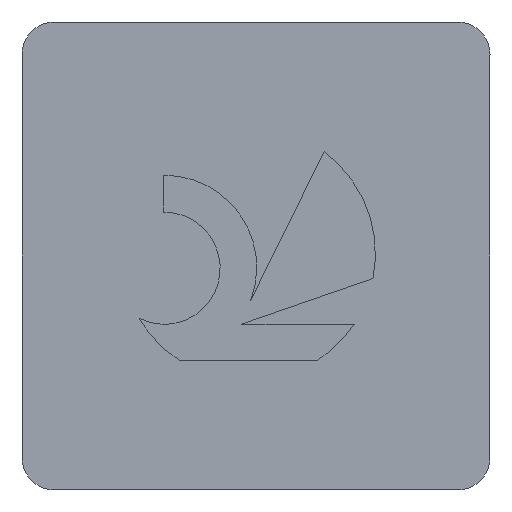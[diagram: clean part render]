
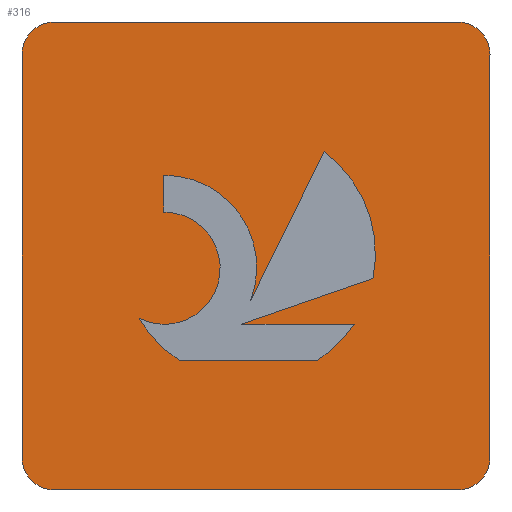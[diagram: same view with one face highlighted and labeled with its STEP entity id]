
A CAD part, top view. The second image highlights one B-rep face of the part: STEP entity #316.
In plain terms, the highlighted planar face has unit normal (0, 0, 1).
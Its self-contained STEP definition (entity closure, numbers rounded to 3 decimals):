
#144=VERTEX_POINT('',#396);
#156=EDGE_CURVE('',#260,#192,#410,.T.);
#164=VERTEX_POINT('',#418);
#168=VERTEX_POINT('',#423);
#170=VERTEX_POINT('',#425);
#178=EDGE_CURVE('',#218,#260,#433,.T.);
#180=EDGE_CURVE('',#254,#362,#435,.T.);
#192=VERTEX_POINT('',#449);
#218=VERTEX_POINT('',#477);
#224=VERTEX_POINT('',#484);
#234=VERTEX_POINT('',#494);
#238=EDGE_CURVE('',#332,#298,#499,.T.);
#242=EDGE_CURVE('',#224,#322,#503,.T.);
#248=EDGE_CURVE('',#164,#170,#509,.T.);
#250=EDGE_CURVE('',#298,#254,#511,.T.);
#254=VERTEX_POINT('',#515);
#256=EDGE_CURVE('',#322,#268,#517,.T.);
#258=EDGE_CURVE('',#306,#328,#519,.T.);
#260=VERTEX_POINT('',#521);
#262=EDGE_CURVE('',#328,#218,#523,.T.);
#268=VERTEX_POINT('',#529);
#274=EDGE_CURVE('',#144,#332,#536,.T.);
#278=EDGE_CURVE('',#362,#306,#540,.T.);
#282=EDGE_CURVE('',#192,#168,#544,.T.);
#290=VERTEX_POINT('',#553);
#298=VERTEX_POINT('',#563);
#302=EDGE_CURVE('',#290,#234,#568,.T.);
#306=VERTEX_POINT('',#573);
#310=EDGE_CURVE('',#234,#164,#577,.T.);
#314=EDGE_CURVE('',#168,#144,#582,.T.);
#316=ADVANCED_FACE('',(#584,#585),#586,.T.);
#320=EDGE_CURVE('',#350,#290,#590,.T.);
#322=VERTEX_POINT('',#592);
#328=VERTEX_POINT('',#598);
#332=VERTEX_POINT('',#603);
#346=EDGE_CURVE('',#268,#350,#618,.T.);
#350=VERTEX_POINT('',#623);
#354=EDGE_CURVE('',#170,#224,#628,.T.);
#362=VERTEX_POINT('',#636);
#396=CARTESIAN_POINT('',(12.96,7.805,0.0));
#410=CIRCLE('',#676,3.407);
#418=CARTESIAN_POINT('',(17.28,1.2,0.0));
#423=CARTESIAN_POINT('',(11.152,12.491,0.0));
#425=CARTESIAN_POINT('',(17.28,16.08,0.0));
#433=LINE('',#707,#708);
#435=LINE('',#711,#712);
#449=CARTESIAN_POINT('',(8.439,6.989,0.0));
#477=CARTESIAN_POINT('',(5.233,10.26,0.0));
#484=CARTESIAN_POINT('',(16.08,17.28,0.0));
#494=CARTESIAN_POINT('',(16.08,0.0,0.0));
#499=LINE('',#801,#802);
#503=LINE('',#808,#809);
#509=LINE('',#817,#818);
#511=CIRCLE('',#821,4.691);
#515=CARTESIAN_POINT('',(10.916,4.789,0.0));
#517=CIRCLE('',#828,1.2);
#519=CIRCLE('',#831,2.07);
#521=CARTESIAN_POINT('',(5.233,11.621,0.0));
#523=CIRCLE('',#836,2.07);
#529=CARTESIAN_POINT('',(0.,16.08,0.0));
#536=LINE('',#852,#853);
#540=CIRCLE('',#860,4.691);
#544=LINE('',#867,#868);
#553=CARTESIAN_POINT('',(1.2,0.0,0.0));
#563=CARTESIAN_POINT('',(12.265,6.124,0.0));
#568=LINE('',#897,#898);
#573=CARTESIAN_POINT('',(4.32,6.338,0.0));
#577=CIRCLE('',#910,1.2);
#582=CIRCLE('',#916,4.691);
#584=FACE_BOUND('',#918,.T.);
#585=FACE_OUTER_BOUND('',#919,.T.);
#586=PLANE('',#920);
#590=CIRCLE('',#925,1.2);
#592=CARTESIAN_POINT('',(1.2,17.28,0.0));
#598=CARTESIAN_POINT('',(6.173,10.041,0.0));
#603=CARTESIAN_POINT('',(8.121,6.124,0.0));
#618=LINE('',#964,#965);
#623=CARTESIAN_POINT('',(0.0,1.2,0.0));
#628=CIRCLE('',#976,1.2);
#636=CARTESIAN_POINT('',(5.803,4.789,0.0));
#676=AXIS2_PLACEMENT_3D('',#1031,#1032,#1033);
#707=CARTESIAN_POINT('',(5.233,10.131,0.0));
#708=VECTOR('',#1053,1.0);
#711=CARTESIAN_POINT('',(7.222,4.789,0.0));
#712=VECTOR('',#1054,1.0);
#801=CARTESIAN_POINT('',(10.453,6.124,0.0));
#802=VECTOR('',#1132,1.0);
#808=CARTESIAN_POINT('',(16.08,17.28,0.0));
#809=VECTOR('',#1136,1.0);
#817=CARTESIAN_POINT('',(17.28,1.2,0.0));
#818=VECTOR('',#1140,1.0);
#821=AXIS2_PLACEMENT_3D('',#1141,#1142,#1143);
#828=AXIS2_PLACEMENT_3D('',#1144,#1145,#1146);
#831=AXIS2_PLACEMENT_3D('',#1147,#1148,#1149);
#836=AXIS2_PLACEMENT_3D('',#1150,#1151,#1152);
#852=CARTESIAN_POINT('',(8.743,6.34,0.0));
#853=VECTOR('',#1162,1.0);
#860=AXIS2_PLACEMENT_3D('',#1164,#1165,#1166);
#867=CARTESIAN_POINT('',(10.142,10.444,0.0));
#868=VECTOR('',#1168,1.0);
#897=CARTESIAN_POINT('',(1.2,0.0,0.0));
#898=VECTOR('',#1207,1.0);
#910=AXIS2_PLACEMENT_3D('',#1217,#1218,#1219);
#916=AXIS2_PLACEMENT_3D('',#1228,#1229,#1230);
#918=EDGE_LOOP('',(#1232,#1233,#1234,#1235,#1236,#1237,#1238,#1239,#1240,#1241,#1242));
#919=EDGE_LOOP('',(#1243,#1244,#1245,#1246,#1247,#1248,#1249,#1250));
#920=AXIS2_PLACEMENT_3D('',#1251,#1252,#1253);
#925=AXIS2_PLACEMENT_3D('',#1254,#1255,#1256);
#964=CARTESIAN_POINT('',(0.0,16.08,0.0));
#965=VECTOR('',#1278,1.0);
#976=AXIS2_PLACEMENT_3D('',#1295,#1296,#1297);
#1031=CARTESIAN_POINT('',(5.26,8.214,0.0));
#1032=DIRECTION('',(0.0,-0.0,-1.0));
#1033=DIRECTION('',(0.933,-0.359,0.0));
#1053=DIRECTION('',(0.0,1.0,0.0));
#1054=DIRECTION('',(-1.0,0.0,0.0));
#1132=DIRECTION('',(1.0,0.0,0.0));
#1136=DIRECTION('',(-1.0,0.0,0.0));
#1140=DIRECTION('',(0.0,1.0,0.0));
#1141=CARTESIAN_POINT('',(8.36,8.722,0.0));
#1142=DIRECTION('',(0.0,-0.0,-1.0));
#1143=DIRECTION('',(0.545,-0.838,0.0));
#1144=CARTESIAN_POINT('',(1.2,16.08,0.0));
#1145=DIRECTION('',(0.0,0.0,1.0));
#1146=DIRECTION('',(0.,1.0,0.0));
#1147=CARTESIAN_POINT('',(5.246,8.189,0.0));
#1148=DIRECTION('',(0.0,0.0,1.0));
#1149=DIRECTION('',(-0.447,-0.894,0.0));
#1150=CARTESIAN_POINT('',(5.246,8.189,0.0));
#1151=DIRECTION('',(0.0,0.0,1.0));
#1152=DIRECTION('',(-0.447,-0.894,0.0));
#1162=DIRECTION('',(-0.945,-0.328,0.0));
#1164=CARTESIAN_POINT('',(8.36,8.722,0.0));
#1165=DIRECTION('',(-0.0,0.0,-1.0));
#1166=DIRECTION('',(-0.861,-0.508,0.0));
#1168=DIRECTION('',(0.442,0.897,-0.0));
#1207=DIRECTION('',(1.0,0.0,0.0));
#1217=CARTESIAN_POINT('',(16.08,1.2,0.0));
#1218=DIRECTION('',(0.0,0.0,1.0));
#1219=DIRECTION('',(0.,-1.0,0.0));
#1228=CARTESIAN_POINT('',(8.36,8.722,0.0));
#1229=DIRECTION('',(0.0,-0.0,-1.0));
#1230=DIRECTION('',(0.981,-0.196,0.0));
#1232=ORIENTED_EDGE('',*,*,#178,.T.);
#1233=ORIENTED_EDGE('',*,*,#156,.T.);
#1234=ORIENTED_EDGE('',*,*,#282,.T.);
#1235=ORIENTED_EDGE('',*,*,#314,.T.);
#1236=ORIENTED_EDGE('',*,*,#274,.T.);
#1237=ORIENTED_EDGE('',*,*,#238,.T.);
#1238=ORIENTED_EDGE('',*,*,#250,.T.);
#1239=ORIENTED_EDGE('',*,*,#180,.T.);
#1240=ORIENTED_EDGE('',*,*,#278,.T.);
#1241=ORIENTED_EDGE('',*,*,#258,.T.);
#1242=ORIENTED_EDGE('',*,*,#262,.T.);
#1243=ORIENTED_EDGE('',*,*,#302,.T.);
#1244=ORIENTED_EDGE('',*,*,#310,.T.);
#1245=ORIENTED_EDGE('',*,*,#248,.T.);
#1246=ORIENTED_EDGE('',*,*,#354,.T.);
#1247=ORIENTED_EDGE('',*,*,#242,.T.);
#1248=ORIENTED_EDGE('',*,*,#256,.T.);
#1249=ORIENTED_EDGE('',*,*,#346,.T.);
#1250=ORIENTED_EDGE('',*,*,#320,.T.);
#1251=CARTESIAN_POINT('',(8.64,8.64,0.0));
#1252=DIRECTION('',(0.0,0.0,1.0));
#1253=DIRECTION('',(1.0,0.0,0.0));
#1254=CARTESIAN_POINT('',(1.2,1.2,0.0));
#1255=DIRECTION('',(0.0,0.0,1.0));
#1256=DIRECTION('',(-1.0,0.,0.0));
#1278=DIRECTION('',(0.0,-1.0,0.0));
#1295=CARTESIAN_POINT('',(16.08,16.08,0.0));
#1296=DIRECTION('',(0.0,-0.0,1.0));
#1297=DIRECTION('',(1.0,0.,0.0));
